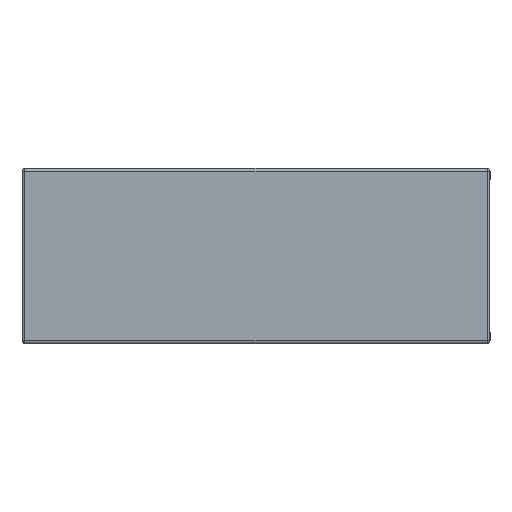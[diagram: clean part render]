
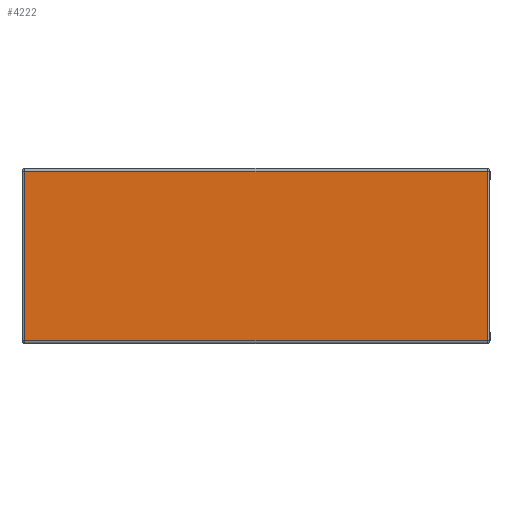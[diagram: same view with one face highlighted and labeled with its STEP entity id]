
A CAD part, left-side view. The second image highlights one B-rep face of the part: STEP entity #4222.
In plain terms, the highlighted planar face has unit normal (-1, 0, 0).
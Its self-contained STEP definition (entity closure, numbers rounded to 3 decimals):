
#136 = CARTESIAN_POINT ( 'NONE',  ( -0.8, -0.395, 0.3 ) ) ;
#195 = VECTOR ( 'NONE', #931, 1000. ) ;
#438 = CARTESIAN_POINT ( 'NONE',  ( -0.8, 0.395, 0.005 ) ) ;
#481 = CARTESIAN_POINT ( 'NONE',  ( -0.8, 0.395, 0.3 ) ) ;
#589 = DIRECTION ( 'NONE',  ( 0., 0., 1. ) ) ;
#696 = ORIENTED_EDGE ( 'NONE', *, *, #4407, .T. ) ;
#801 = DIRECTION ( 'NONE',  ( 1., 0., 0. ) ) ;
#817 = VERTEX_POINT ( 'NONE', #3769 ) ;
#826 = VERTEX_POINT ( 'NONE', #438 ) ;
#931 = DIRECTION ( 'NONE',  ( 0., 1., 0. ) ) ;
#1045 = VERTEX_POINT ( 'NONE', #1389 ) ;
#1100 = CARTESIAN_POINT ( 'NONE',  ( -0.8, -0.395, 0.005 ) ) ;
#1389 = CARTESIAN_POINT ( 'NONE',  ( -0.8, -0.395, 0.295 ) ) ;
#1391 = VECTOR ( 'NONE', #4108, 1000. ) ;
#1491 = VECTOR ( 'NONE', #589, 1000. ) ;
#1703 = PLANE ( 'NONE',  #4857 ) ;
#1818 = VERTEX_POINT ( 'NONE', #1100 ) ;
#2000 = LINE ( 'NONE', #5627, #2774 ) ;
#2536 = ORIENTED_EDGE ( 'NONE', *, *, #5508, .T. ) ;
#2568 = CARTESIAN_POINT ( 'NONE',  ( -0.8, -0.4, 0.295 ) ) ;
#2615 = LINE ( 'NONE', #481, #1391 ) ;
#2774 = VECTOR ( 'NONE', #3307, 1000. ) ;
#2808 = ORIENTED_EDGE ( 'NONE', *, *, #5488, .T. ) ;
#3224 = EDGE_CURVE ( 'NONE', #1818, #1045, #5103, .T. ) ;
#3307 = DIRECTION ( 'NONE',  ( 0., -1., 0. ) ) ;
#3543 = CARTESIAN_POINT ( 'NONE',  ( -0.8, -0.4, 0.3 ) ) ;
#3769 = CARTESIAN_POINT ( 'NONE',  ( -0.8, 0.395, 0.295 ) ) ;
#3984 = DIRECTION ( 'NONE',  ( 0., 0., -1. ) ) ;
#4108 = DIRECTION ( 'NONE',  ( 0., 0., -1. ) ) ;
#4222 = ADVANCED_FACE ( 'NONE', ( #5755 ), #1703, .F. ) ;
#4407 = EDGE_CURVE ( 'NONE', #826, #1818, #2000, .T. ) ;
#4857 = AXIS2_PLACEMENT_3D ( 'NONE', #3543, #801, #3984 ) ;
#4985 = LINE ( 'NONE', #2568, #195 ) ;
#5103 = LINE ( 'NONE', #136, #1491 ) ;
#5488 = EDGE_CURVE ( 'NONE', #1045, #817, #4985, .T. ) ;
#5498 = EDGE_LOOP ( 'NONE', ( #2808, #2536, #696, #5637 ) ) ;
#5508 = EDGE_CURVE ( 'NONE', #817, #826, #2615, .T. ) ;
#5627 = CARTESIAN_POINT ( 'NONE',  ( -0.8, -0.4, 0.005 ) ) ;
#5637 = ORIENTED_EDGE ( 'NONE', *, *, #3224, .T. ) ;
#5755 = FACE_OUTER_BOUND ( 'NONE', #5498, .T. ) ;
